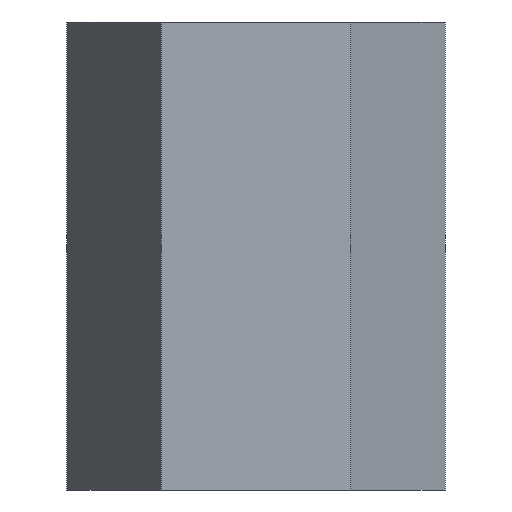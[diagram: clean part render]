
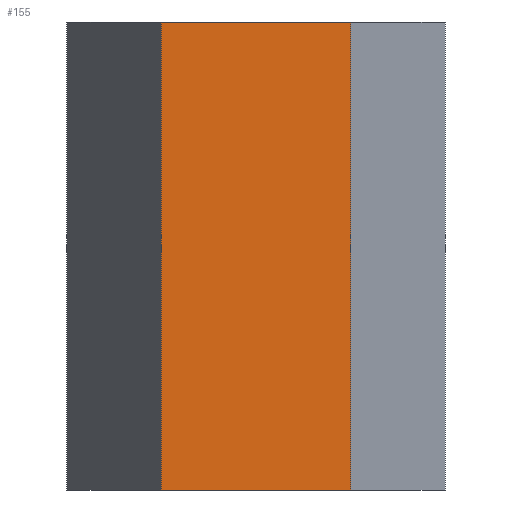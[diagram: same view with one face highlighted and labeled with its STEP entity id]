
A CAD part, left-side view. The second image highlights one B-rep face of the part: STEP entity #155.
In plain terms, the highlighted planar face has unit normal (-1, 0, 0).
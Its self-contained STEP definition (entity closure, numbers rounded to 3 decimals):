
#155=ADVANCED_FACE('',(#7633),#7635,.T.);
#7633=FACE_BOUND('',#7634,.T.);
#7634=EDGE_LOOP('',(#8349,#8350,#8351,#8352));
#7635=PLANE('',#7636);
#7636=AXIS2_PLACEMENT_3D('',#7637,#7638,#7639);
#7637=CARTESIAN_POINT('',(-3.5,2.021,0.));
#7638=DIRECTION('',(-1.,0.,0.));
#7639=DIRECTION('',(0.,-1.,0.));
#8349=ORIENTED_EDGE('',*,*,#8474,.T.);
#8350=ORIENTED_EDGE('',*,*,#8484,.T.);
#8351=ORIENTED_EDGE('',*,*,#8471,.F.);
#8352=ORIENTED_EDGE('',*,*,#8483,.F.);
#8471=EDGE_CURVE('',#8595,#8597,#8598,.T.);
#8474=EDGE_CURVE('',#8603,#8600,#8604,.T.);
#8483=EDGE_CURVE('',#8603,#8595,#8616,.T.);
#8484=EDGE_CURVE('',#8600,#8597,#8617,.T.);
#8595=VERTEX_POINT('',#11349);
#8597=VERTEX_POINT('',#11353);
#8598=LINE('',#11354,#11355);
#8600=VERTEX_POINT('',#11360);
#8603=VERTEX_POINT('',#11365);
#8604=LINE('',#11366,#11367);
#8616=LINE('',#11396,#11397);
#8617=LINE('',#11399,#11400);
#11349=CARTESIAN_POINT('',(-3.5,2.021,10.));
#11353=CARTESIAN_POINT('',(-3.5,-2.021,10.));
#11354=CARTESIAN_POINT('',(-3.5,2.021,10.));
#11355=VECTOR('',#11356,1.);
#11356=DIRECTION('',(0.,-1.,0.));
#11360=CARTESIAN_POINT('',(-3.5,-2.021,0.));
#11365=CARTESIAN_POINT('',(-3.5,2.021,0.));
#11366=CARTESIAN_POINT('',(-3.5,2.021,0.));
#11367=VECTOR('',#11368,1.);
#11368=DIRECTION('',(0.,-1.,0.));
#11396=CARTESIAN_POINT('',(-3.5,2.021,0.));
#11397=VECTOR('',#11398,1.);
#11398=DIRECTION('',(0.,0.,1.));
#11399=CARTESIAN_POINT('',(-3.5,-2.021,0.));
#11400=VECTOR('',#11401,1.);
#11401=DIRECTION('',(0.,0.,1.));
